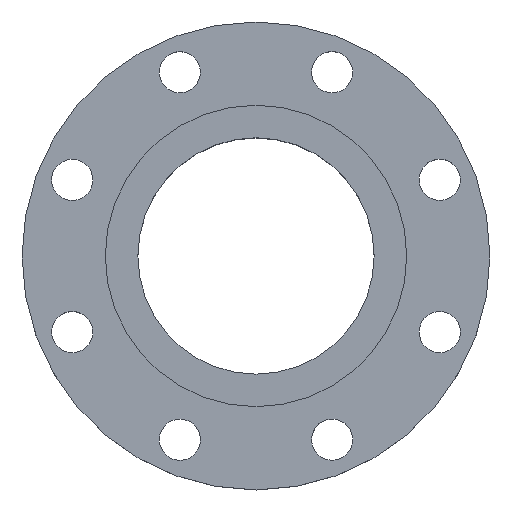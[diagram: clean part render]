
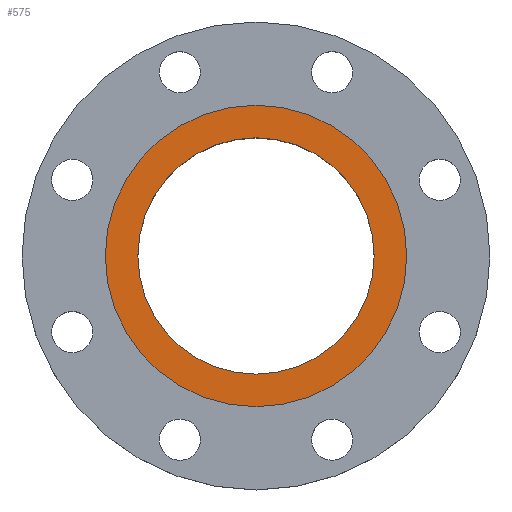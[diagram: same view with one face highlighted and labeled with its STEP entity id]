
A CAD part, top view. The second image highlights one B-rep face of the part: STEP entity #575.
In plain terms, the highlighted planar face has unit normal (0, 0, 1).
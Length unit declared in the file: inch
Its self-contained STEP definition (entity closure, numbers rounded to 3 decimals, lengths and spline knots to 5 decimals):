
#8 = EDGE_CURVE ( 'NONE', #867, #395, #258, .T. ) ;
#13 = FACE_BOUND ( 'NONE', #51, .T. ) ;
#29 = CIRCLE ( 'NONE', #169, 2.525 ) ;
#51 = EDGE_LOOP ( 'NONE', ( #344, #450 ) ) ;
#57 = EDGE_CURVE ( 'NONE', #234, #347, #29, .T. ) ;
#80 = DIRECTION ( 'NONE',  ( 0., 0., 1. ) ) ;
#86 = DIRECTION ( 'NONE',  ( 1., 0., 0. ) ) ;
#88 = AXIS2_PLACEMENT_3D ( 'NONE', #506, #80, #86 ) ;
#120 = DIRECTION ( 'NONE',  ( 0., 0., 1. ) ) ;
#138 = CIRCLE ( 'NONE', #584, 3.22 ) ;
#169 = AXIS2_PLACEMENT_3D ( 'NONE', #949, #120, #621 ) ;
#182 = CARTESIAN_POINT ( 'NONE',  ( 3.22, 0., 0.0625 ) ) ;
#229 = AXIS2_PLACEMENT_3D ( 'NONE', #946, #348, #674 ) ;
#234 = VERTEX_POINT ( 'NONE', #500 ) ;
#258 = CIRCLE ( 'NONE', #88, 3.22 ) ;
#306 = DIRECTION ( 'NONE',  ( 1., 0., 0. ) ) ;
#344 = ORIENTED_EDGE ( 'NONE', *, *, #925, .F. ) ;
#347 = VERTEX_POINT ( 'NONE', #590 ) ;
#348 = DIRECTION ( 'NONE',  ( 0., 0., 1. ) ) ;
#395 = VERTEX_POINT ( 'NONE', #686 ) ;
#450 = ORIENTED_EDGE ( 'NONE', *, *, #57, .F. ) ;
#466 = DIRECTION ( 'NONE',  ( 0., 0., 1. ) ) ;
#482 = DIRECTION ( 'NONE',  ( 0., 0., 1. ) ) ;
#500 = CARTESIAN_POINT ( 'NONE',  ( 2.525, 0., 0.0625 ) ) ;
#506 = CARTESIAN_POINT ( 'NONE',  ( 0., 0., 0.0625 ) ) ;
#575 = ADVANCED_FACE ( 'NONE', ( #13, #764 ), #685, .T. ) ;
#584 = AXIS2_PLACEMENT_3D ( 'NONE', #1067, #466, #306 ) ;
#590 = CARTESIAN_POINT ( 'NONE',  ( -2.525, 0., 0.0625 ) ) ;
#621 = DIRECTION ( 'NONE',  ( 1., 0., 0. ) ) ;
#674 = DIRECTION ( 'NONE',  ( 1., 0., 0. ) ) ;
#685 = PLANE ( 'NONE',  #229 ) ;
#686 = CARTESIAN_POINT ( 'NONE',  ( -3.22, 0., 0.0625 ) ) ;
#690 = EDGE_LOOP ( 'NONE', ( #1052, #924 ) ) ;
#733 = DIRECTION ( 'NONE',  ( 1., 0., 0. ) ) ;
#764 = FACE_OUTER_BOUND ( 'NONE', #690, .T. ) ;
#784 = EDGE_CURVE ( 'NONE', #395, #867, #138, .T. ) ;
#791 = AXIS2_PLACEMENT_3D ( 'NONE', #1042, #482, #733 ) ;
#867 = VERTEX_POINT ( 'NONE', #182 ) ;
#924 = ORIENTED_EDGE ( 'NONE', *, *, #8, .T. ) ;
#925 = EDGE_CURVE ( 'NONE', #347, #234, #1022, .T. ) ;
#946 = CARTESIAN_POINT ( 'NONE',  ( 0., 0., 0.0625 ) ) ;
#949 = CARTESIAN_POINT ( 'NONE',  ( 0., 0., 0.0625 ) ) ;
#1022 = CIRCLE ( 'NONE', #791, 2.525 ) ;
#1042 = CARTESIAN_POINT ( 'NONE',  ( 0., 0., 0.0625 ) ) ;
#1052 = ORIENTED_EDGE ( 'NONE', *, *, #784, .T. ) ;
#1067 = CARTESIAN_POINT ( 'NONE',  ( 0., 0., 0.0625 ) ) ;
